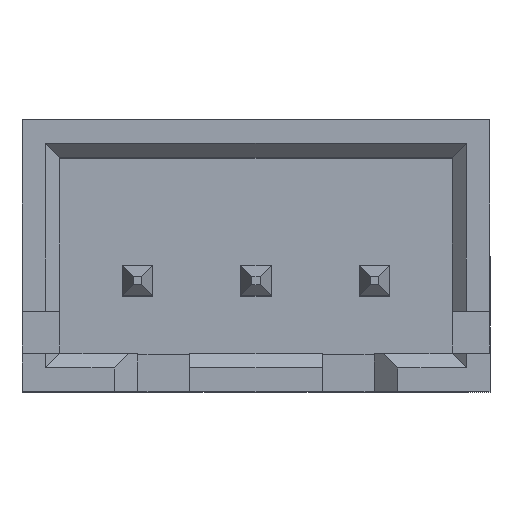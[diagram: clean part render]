
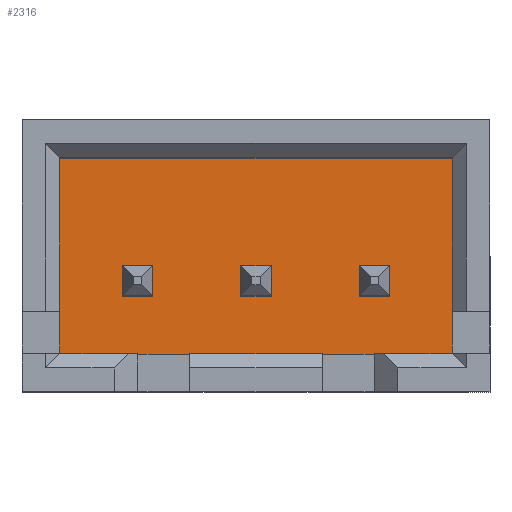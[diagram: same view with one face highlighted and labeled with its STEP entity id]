
A CAD part, top view. The second image highlights one B-rep face of the part: STEP entity #2316.
In plain terms, the highlighted planar face has unit normal (0, 0, 1).
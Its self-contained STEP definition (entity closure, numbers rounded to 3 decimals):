
#2 = FACE_OUTER_BOUND ( 'NONE', #1456, .T. ) ;
#12 = DIRECTION ( 'NONE',  ( 0., 1., 0. ) ) ;
#30 = CARTESIAN_POINT ( 'NONE',  ( 4.15, 0., 1.5 ) ) ;
#68 = PLANE ( 'NONE',  #3211 ) ;
#104 = CARTESIAN_POINT ( 'NONE',  ( 0., 0., 1.5 ) ) ;
#116 = VERTEX_POINT ( 'NONE', #2475 ) ;
#135 = CARTESIAN_POINT ( 'NONE',  ( 0., 2.6, 1.5 ) ) ;
#138 = LINE ( 'NONE', #1521, #3694 ) ;
#245 = VECTOR ( 'NONE', #2122, 1000. ) ;
#259 = ORIENTED_EDGE ( 'NONE', *, *, #1320, .T. ) ;
#337 = EDGE_CURVE ( 'NONE', #2713, #116, #3577, .T. ) ;
#390 = DIRECTION ( 'NONE',  ( 0., 0., 1. ) ) ;
#518 = CARTESIAN_POINT ( 'NONE',  ( 2.18, -0.32, 1.5 ) ) ;
#565 = EDGE_CURVE ( 'NONE', #1342, #583, #1660, .T. ) ;
#580 = CARTESIAN_POINT ( 'NONE',  ( 0., 0.32, 1.5 ) ) ;
#583 = VERTEX_POINT ( 'NONE', #1780 ) ;
#590 = DIRECTION ( 'NONE',  ( 0., -1., 0. ) ) ;
#639 = ORIENTED_EDGE ( 'NONE', *, *, #565, .T. ) ;
#739 = VECTOR ( 'NONE', #3589, 1000. ) ;
#746 = LINE ( 'NONE', #1102, #2620 ) ;
#767 = LINE ( 'NONE', #3412, #2981 ) ;
#768 = EDGE_CURVE ( 'NONE', #2992, #1495, #746, .T. ) ;
#781 = CARTESIAN_POINT ( 'NONE',  ( -2.82, 0.32, 1.5 ) ) ;
#820 = EDGE_CURVE ( 'NONE', #3058, #2713, #3343, .T. ) ;
#853 = EDGE_LOOP ( 'NONE', ( #982, #1686, #3389, #3180 ) ) ;
#905 = EDGE_CURVE ( 'NONE', #2846, #2992, #2818, .T. ) ;
#978 = VERTEX_POINT ( 'NONE', #3745 ) ;
#982 = ORIENTED_EDGE ( 'NONE', *, *, #337, .T. ) ;
#1007 = CARTESIAN_POINT ( 'NONE',  ( -0.32, -0.32, 1.5 ) ) ;
#1030 = VECTOR ( 'NONE', #2588, 1000. ) ;
#1058 = VERTEX_POINT ( 'NONE', #1399 ) ;
#1102 = CARTESIAN_POINT ( 'NONE',  ( -4.15, 0., 1.5 ) ) ;
#1131 = VECTOR ( 'NONE', #3214, 1000. ) ;
#1152 = ORIENTED_EDGE ( 'NONE', *, *, #2038, .T. ) ;
#1230 = EDGE_CURVE ( 'NONE', #1058, #2670, #3151, .T. ) ;
#1264 = DIRECTION ( 'NONE',  ( 0., -1., 0. ) ) ;
#1320 = EDGE_CURVE ( 'NONE', #978, #2520, #138, .T. ) ;
#1322 = DIRECTION ( 'NONE',  ( 1., 0., 0. ) ) ;
#1342 = VERTEX_POINT ( 'NONE', #1431 ) ;
#1369 = LINE ( 'NONE', #518, #1131 ) ;
#1383 = CARTESIAN_POINT ( 'NONE',  ( 2.18, 0.32, 1.5 ) ) ;
#1399 = CARTESIAN_POINT ( 'NONE',  ( 2.82, 0.32, 1.5 ) ) ;
#1407 = VECTOR ( 'NONE', #1570, 1000. ) ;
#1419 = EDGE_CURVE ( 'NONE', #3134, #978, #1848, .T. ) ;
#1426 = VECTOR ( 'NONE', #12, 1000. ) ;
#1431 = CARTESIAN_POINT ( 'NONE',  ( 2.18, -0.32, 1.5 ) ) ;
#1456 = EDGE_LOOP ( 'NONE', ( #2742, #3663, #3032, #3905 ) ) ;
#1468 = CARTESIAN_POINT ( 'NONE',  ( 0.32, 0.32, 1.5 ) ) ;
#1479 = EDGE_CURVE ( 'NONE', #1495, #3381, #3208, .T. ) ;
#1490 = ORIENTED_EDGE ( 'NONE', *, *, #1419, .T. ) ;
#1495 = VERTEX_POINT ( 'NONE', #3074 ) ;
#1502 = VECTOR ( 'NONE', #2252, 1000. ) ;
#1521 = CARTESIAN_POINT ( 'NONE',  ( -2.82, -0.32, 1.5 ) ) ;
#1570 = DIRECTION ( 'NONE',  ( 1., 0., 0. ) ) ;
#1581 = FACE_BOUND ( 'NONE', #2012, .T. ) ;
#1660 = LINE ( 'NONE', #1383, #1030 ) ;
#1686 = ORIENTED_EDGE ( 'NONE', *, *, #3830, .T. ) ;
#1755 = DIRECTION ( 'NONE',  ( 0., 1., 0. ) ) ;
#1780 = CARTESIAN_POINT ( 'NONE',  ( 2.18, 0.32, 1.5 ) ) ;
#1796 = CARTESIAN_POINT ( 'NONE',  ( -2.18, 0.32, 1.5 ) ) ;
#1807 = DIRECTION ( 'NONE',  ( 1., 0., 0. ) ) ;
#1848 = LINE ( 'NONE', #2184, #2829 ) ;
#1867 = LINE ( 'NONE', #580, #2464 ) ;
#1928 = VERTEX_POINT ( 'NONE', #2885 ) ;
#1934 = VECTOR ( 'NONE', #1755, 1000. ) ;
#1983 = VECTOR ( 'NONE', #2495, 1000. ) ;
#2012 = EDGE_LOOP ( 'NONE', ( #639, #2446, #2085, #2115 ) ) ;
#2038 = EDGE_CURVE ( 'NONE', #1928, #3134, #1867, .T. ) ;
#2042 = CARTESIAN_POINT ( 'NONE',  ( 4.15, -1.55, 1.5 ) ) ;
#2080 = VECTOR ( 'NONE', #2882, 1000. ) ;
#2085 = ORIENTED_EDGE ( 'NONE', *, *, #1230, .T. ) ;
#2115 = ORIENTED_EDGE ( 'NONE', *, *, #3408, .T. ) ;
#2116 = EDGE_CURVE ( 'NONE', #3381, #2846, #2790, .T. ) ;
#2122 = DIRECTION ( 'NONE',  ( 1., 0., 0. ) ) ;
#2176 = VECTOR ( 'NONE', #590, 1000. ) ;
#2184 = CARTESIAN_POINT ( 'NONE',  ( -2.18, 0.32, 1.5 ) ) ;
#2190 = FACE_BOUND ( 'NONE', #853, .T. ) ;
#2194 = DIRECTION ( 'NONE',  ( 1., 0., 0. ) ) ;
#2245 = EDGE_CURVE ( 'NONE', #583, #1058, #3746, .T. ) ;
#2252 = DIRECTION ( 'NONE',  ( -1., 0., 0. ) ) ;
#2316 = ADVANCED_FACE ( 'NONE', ( #2, #2190, #1581, #3083 ), #68, .T. ) ;
#2328 = CARTESIAN_POINT ( 'NONE',  ( -4.15, 2.6, 1.5 ) ) ;
#2427 = EDGE_CURVE ( 'NONE', #2520, #1928, #3199, .T. ) ;
#2446 = ORIENTED_EDGE ( 'NONE', *, *, #2245, .T. ) ;
#2464 = VECTOR ( 'NONE', #1807, 1000. ) ;
#2475 = CARTESIAN_POINT ( 'NONE',  ( -0.32, 0.32, 1.5 ) ) ;
#2495 = DIRECTION ( 'NONE',  ( -1., 0., 0. ) ) ;
#2520 = VERTEX_POINT ( 'NONE', #2888 ) ;
#2588 = DIRECTION ( 'NONE',  ( 0., 1., 0. ) ) ;
#2594 = CARTESIAN_POINT ( 'NONE',  ( 2.82, -0.32, 1.5 ) ) ;
#2620 = VECTOR ( 'NONE', #3036, 1000. ) ;
#2626 = EDGE_CURVE ( 'NONE', #3255, #3058, #3394, .T. ) ;
#2670 = VERTEX_POINT ( 'NONE', #2594 ) ;
#2713 = VERTEX_POINT ( 'NONE', #1007 ) ;
#2742 = ORIENTED_EDGE ( 'NONE', *, *, #2116, .T. ) ;
#2790 = LINE ( 'NONE', #30, #1426 ) ;
#2795 = CARTESIAN_POINT ( 'NONE',  ( 4.15, 2.6, 1.5 ) ) ;
#2818 = LINE ( 'NONE', #135, #1502 ) ;
#2829 = VECTOR ( 'NONE', #1264, 1000. ) ;
#2846 = VERTEX_POINT ( 'NONE', #2795 ) ;
#2854 = EDGE_LOOP ( 'NONE', ( #3687, #1152, #1490, #259 ) ) ;
#2882 = DIRECTION ( 'NONE',  ( 0., 1., 0. ) ) ;
#2885 = CARTESIAN_POINT ( 'NONE',  ( -2.82, 0.32, 1.5 ) ) ;
#2888 = CARTESIAN_POINT ( 'NONE',  ( -2.82, -0.32, 1.5 ) ) ;
#2941 = CARTESIAN_POINT ( 'NONE',  ( 0.32, -0.32, 1.5 ) ) ;
#2981 = VECTOR ( 'NONE', #2194, 1000. ) ;
#2992 = VERTEX_POINT ( 'NONE', #2328 ) ;
#3032 = ORIENTED_EDGE ( 'NONE', *, *, #768, .T. ) ;
#3033 = CARTESIAN_POINT ( 'NONE',  ( 0., 0.32, 1.5 ) ) ;
#3036 = DIRECTION ( 'NONE',  ( 0., -1., 0. ) ) ;
#3057 = CARTESIAN_POINT ( 'NONE',  ( -4.15, -1.55, 1.5 ) ) ;
#3058 = VERTEX_POINT ( 'NONE', #2941 ) ;
#3074 = CARTESIAN_POINT ( 'NONE',  ( -4.15, -1.55, 1.5 ) ) ;
#3083 = FACE_BOUND ( 'NONE', #2854, .T. ) ;
#3134 = VERTEX_POINT ( 'NONE', #1796 ) ;
#3151 = LINE ( 'NONE', #3876, #2176 ) ;
#3180 = ORIENTED_EDGE ( 'NONE', *, *, #820, .T. ) ;
#3199 = LINE ( 'NONE', #781, #2080 ) ;
#3208 = LINE ( 'NONE', #3057, #1407 ) ;
#3211 = AXIS2_PLACEMENT_3D ( 'NONE', #104, #390, #1322 ) ;
#3214 = DIRECTION ( 'NONE',  ( -1., 0., 0. ) ) ;
#3255 = VERTEX_POINT ( 'NONE', #3632 ) ;
#3267 = CARTESIAN_POINT ( 'NONE',  ( -0.32, 0.32, 1.5 ) ) ;
#3343 = LINE ( 'NONE', #3688, #1983 ) ;
#3346 = DIRECTION ( 'NONE',  ( -1., 0., 0. ) ) ;
#3381 = VERTEX_POINT ( 'NONE', #2042 ) ;
#3389 = ORIENTED_EDGE ( 'NONE', *, *, #2626, .T. ) ;
#3394 = LINE ( 'NONE', #1468, #739 ) ;
#3408 = EDGE_CURVE ( 'NONE', #2670, #1342, #1369, .T. ) ;
#3412 = CARTESIAN_POINT ( 'NONE',  ( 0., 0.32, 1.5 ) ) ;
#3577 = LINE ( 'NONE', #3267, #1934 ) ;
#3589 = DIRECTION ( 'NONE',  ( 0., -1., 0. ) ) ;
#3632 = CARTESIAN_POINT ( 'NONE',  ( 0.32, 0.32, 1.5 ) ) ;
#3663 = ORIENTED_EDGE ( 'NONE', *, *, #905, .T. ) ;
#3687 = ORIENTED_EDGE ( 'NONE', *, *, #2427, .T. ) ;
#3688 = CARTESIAN_POINT ( 'NONE',  ( -0.32, -0.32, 1.5 ) ) ;
#3694 = VECTOR ( 'NONE', #3346, 1000. ) ;
#3745 = CARTESIAN_POINT ( 'NONE',  ( -2.18, -0.32, 1.5 ) ) ;
#3746 = LINE ( 'NONE', #3033, #245 ) ;
#3830 = EDGE_CURVE ( 'NONE', #116, #3255, #767, .T. ) ;
#3876 = CARTESIAN_POINT ( 'NONE',  ( 2.82, 0.32, 1.5 ) ) ;
#3905 = ORIENTED_EDGE ( 'NONE', *, *, #1479, .T. ) ;
